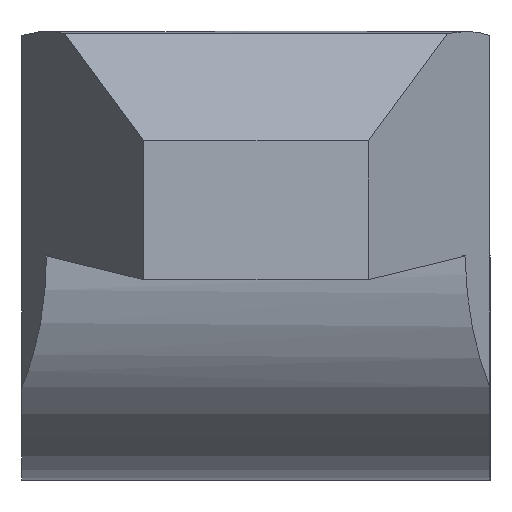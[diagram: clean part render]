
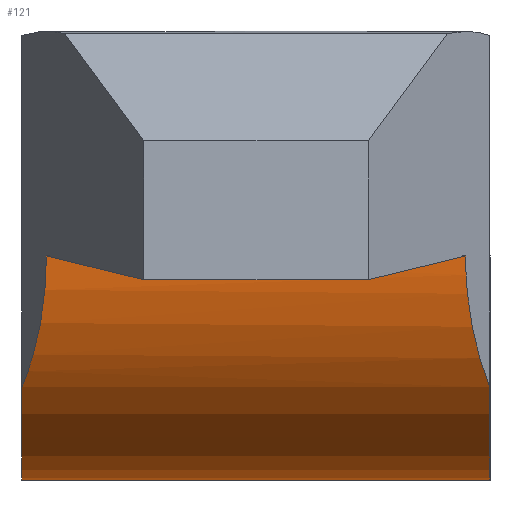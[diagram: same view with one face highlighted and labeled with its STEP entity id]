
A CAD part, left-side view. The second image highlights one B-rep face of the part: STEP entity #121.
In plain terms, the highlighted cylindrical face has radius 12 mm (diameter 24 mm), a partial arc.
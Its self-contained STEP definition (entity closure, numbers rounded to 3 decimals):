
#121=ADVANCED_FACE('',(#323),#324,.T.);
#129=VERTEX_POINT('',#332);
#145=VERTEX_POINT('',#350);
#151=EDGE_CURVE('',#279,#261,#356,.T.);
#175=EDGE_CURVE('',#187,#249,#384,.T.);
#181=EDGE_CURVE('',#129,#187,#390,.T.);
#187=VERTEX_POINT('',#396);
#197=EDGE_CURVE('',#145,#261,#406,.T.);
#213=EDGE_CURVE('',#279,#129,#425,.T.);
#249=VERTEX_POINT('',#466);
#251=EDGE_CURVE('',#249,#145,#468,.T.);
#261=VERTEX_POINT('',#478);
#279=VERTEX_POINT('',#497);
#323=FACE_OUTER_BOUND('',#534,.T.);
#324=CYLINDRICAL_SURFACE('',#535,12.0);
#332=CARTESIAN_POINT('',(11.258,12.5,-5.742));
#350=CARTESIAN_POINT('',(11.258,-12.5,-5.742));
#356=LINE('',#575,#576);
#384=LINE('',#613,#614);
#390=CIRCLE('',#625,12.0);
#396=CARTESIAN_POINT('',(21.0,12.5,-10.735));
#406=ELLIPSE('',#649,13.856,12.0);
#425=ELLIPSE('',#675,13.856,12.0);
#466=CARTESIAN_POINT('',(21.0,-12.5,-10.735));
#468=CIRCLE('',#730,12.0);
#478=CARTESIAN_POINT('',(9.,-11.196,1.265));
#497=CARTESIAN_POINT('',(9.,11.196,1.265));
#534=EDGE_LOOP('',(#860,#861,#862,#863,#864,#865));
#535=AXIS2_PLACEMENT_3D('',#866,#867,#868);
#575=CARTESIAN_POINT('',(9.,0.,1.265));
#576=VECTOR('',#890,1.0);
#613=CARTESIAN_POINT('',(21.0,0.,-10.735));
#614=VECTOR('',#931,1.0);
#625=AXIS2_PLACEMENT_3D('',#934,#935,#936);
#649=AXIS2_PLACEMENT_3D('',#943,#944,#945);
#675=AXIS2_PLACEMENT_3D('',#979,#980,#981);
#730=AXIS2_PLACEMENT_3D('',#1033,#1034,#1035);
#860=ORIENTED_EDGE('',*,*,#197,.T.);
#861=ORIENTED_EDGE('',*,*,#151,.F.);
#862=ORIENTED_EDGE('',*,*,#213,.T.);
#863=ORIENTED_EDGE('',*,*,#181,.T.);
#864=ORIENTED_EDGE('',*,*,#175,.T.);
#865=ORIENTED_EDGE('',*,*,#251,.T.);
#866=CARTESIAN_POINT('',(21.,0.,1.265));
#867=DIRECTION('',(-0.0,1.0,0.));
#868=DIRECTION('',(-1.0,0.,0.));
#890=DIRECTION('',(0.0,-1.0,0.));
#931=DIRECTION('',(0.0,-1.0,0.));
#934=CARTESIAN_POINT('',(21.,12.5,1.265));
#935=DIRECTION('',(0.0,-1.0,0.));
#936=DIRECTION('',(-1.0,0.,0.));
#943=CARTESIAN_POINT('',(21.,-18.124,1.265));
#944=DIRECTION('',(0.5,0.866,0.0));
#945=DIRECTION('',(-0.866,0.5,0.));
#979=CARTESIAN_POINT('',(21.,18.124,1.265));
#980=DIRECTION('',(0.5,-0.866,0.0));
#981=DIRECTION('',(-0.866,-0.5,0.));
#1033=CARTESIAN_POINT('',(21.,-12.5,1.265));
#1034=DIRECTION('',(0.0,1.0,0.));
#1035=DIRECTION('',(-1.0,0.,0.));
